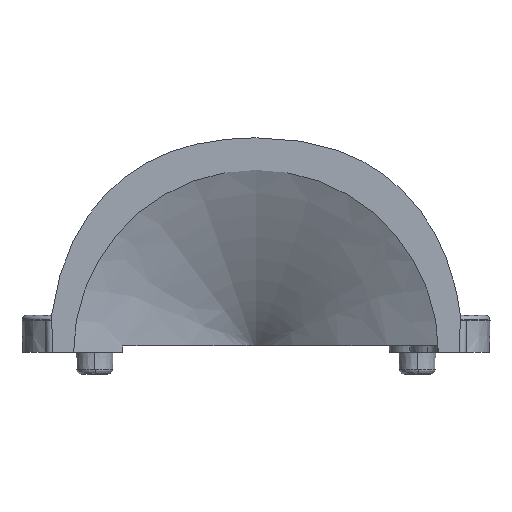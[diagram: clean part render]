
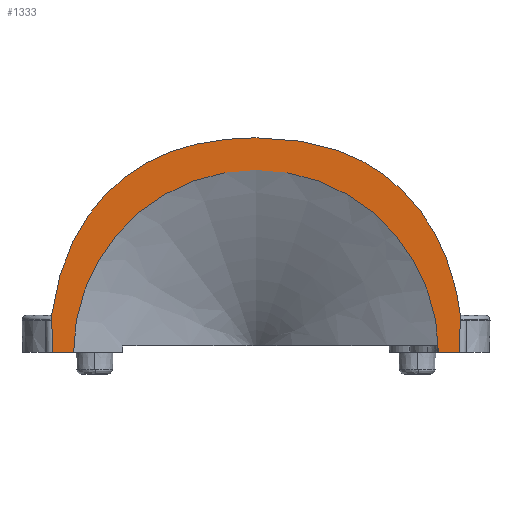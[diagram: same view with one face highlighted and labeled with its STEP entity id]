
A CAD part, left-side view. The second image highlights one B-rep face of the part: STEP entity #1333.
In plain terms, the highlighted planar face has unit normal (-1, 0, 0).
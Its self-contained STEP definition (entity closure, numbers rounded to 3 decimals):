
#439 = LINE ( 'NONE', #3612, #2412 ) ;
#697 = CARTESIAN_POINT ( 'NONE',  ( -11.2, 0., -0.8 ) ) ;
#712 = LINE ( 'NONE', #697, #5027 ) ;
#774 = EDGE_CURVE ( 'NONE', #4408, #3427, #1936, .T. ) ;
#828 = CIRCLE ( 'NONE', #3195, 11.305 ) ;
#839 = FACE_OUTER_BOUND ( 'NONE', #965, .T. ) ;
#843 = CARTESIAN_POINT ( 'NONE',  ( -11.2, 0., -0.8 ) ) ;
#844 = PLANE ( 'NONE',  #4893 ) ;
#851 = DIRECTION ( 'NONE',  ( 0., 0., -1. ) ) ;
#858 = DIRECTION ( 'NONE',  ( 1., 0., 0. ) ) ;
#916 = CARTESIAN_POINT ( 'NONE',  ( -11.2, -12.656, 1.519 ) ) ;
#917 = CARTESIAN_POINT ( 'NONE',  ( -11.2, -12.655, 1.526 ) ) ;
#926 = LINE ( 'NONE', #932, #4831 ) ;
#932 = CARTESIAN_POINT ( 'NONE',  ( -11.2, 12.615, -0.8 ) ) ;
#937 = DIRECTION ( 'NONE',  ( 0., 0.017, 1. ) ) ;
#965 = EDGE_LOOP ( 'NONE', ( #4020, #1030, #3377, #3434, #3780, #3806, #3510 ) ) ;
#1030 = ORIENTED_EDGE ( 'NONE', *, *, #2071, .F. ) ;
#1164 = DIRECTION ( 'NONE',  ( 0., -1., 0. ) ) ;
#1203 = VERTEX_POINT ( 'NONE', #4694 ) ;
#1333 = ADVANCED_FACE ( 'NONE', ( #839 ), #844, .F. ) ;
#1444 = EDGE_CURVE ( 'NONE', #3066, #1203, #926, .T. ) ;
#1584 = EDGE_CURVE ( 'NONE', #3066, #3023, #712, .T. ) ;
#1841 = DIRECTION ( 'NONE',  ( 0., 1., 0. ) ) ;
#1936 = B_SPLINE_CURVE_WITH_KNOTS ( 'NONE', 3,
 ( #3360, #3356, #3355, #3353, #3342, #3340, #3335, #3333, #3327, #3326, #3325, #3319, #3312, #3308, #3305, #3301, #917, #4004, #916 ),
 .UNSPECIFIED., .F., .F.,
 ( 4, 1, 1, 1, 1, 1, 1, 1, 1, 1, 1, 1, 1, 3, 4 ),
 ( 0., 0.003, 0.005, 0.006, 0.006, 0.008, 0.009, 0.011, 0.012, 0.013, 0.015, 0.016, 0.018, 0.018, 0.018 ),
 .UNSPECIFIED. ) ;
#2071 = EDGE_CURVE ( 'NONE', #4162, #3404, #439, .T. ) ;
#2218 = CARTESIAN_POINT ( 'NONE',  ( -11.2, 12.615, -0.8 ) ) ;
#2412 = VECTOR ( 'NONE', #1841, 1000. ) ;
#2430 = B_SPLINE_CURVE_WITH_KNOTS ( 'NONE', 3,
 ( #3957, #3956, #3949, #3943, #3937, #3929, #3566, #2669, #2668, #2666, #2658, #2648, #2644, #2643, #2638, #2637, #2636, #2618, #2609 ),
 .UNSPECIFIED., .F., .F.,
 ( 4, 3, 1, 1, 1, 1, 1, 1, 1, 1, 1, 1, 1, 1, 4 ),
 ( 0., 0., 0.001, 0.002, 0.004, 0.005, 0.007, 0.008, 0.01, 0.011, 0.012, 0.013, 0.014, 0.016, 0.019 ),
 .UNSPECIFIED. ) ;
#2609 = CARTESIAN_POINT ( 'NONE',  ( -11.2, 0., 12.5 ) ) ;
#2618 = CARTESIAN_POINT ( 'NONE',  ( -11.2, 1.006, 12.5 ) ) ;
#2636 = CARTESIAN_POINT ( 'NONE',  ( -11.2, 2.592, 12.381 ) ) ;
#2637 = CARTESIAN_POINT ( 'NONE',  ( -11.2, 4.42, 11.945 ) ) ;
#2638 = CARTESIAN_POINT ( 'NONE',  ( -11.2, 5.491, 11.574 ) ) ;
#2643 = CARTESIAN_POINT ( 'NONE',  ( -11.2, 6.433, 11.161 ) ) ;
#2644 = CARTESIAN_POINT ( 'NONE',  ( -11.2, 7.496, 10.551 ) ) ;
#2648 = CARTESIAN_POINT ( 'NONE',  ( -11.2, 8.608, 9.705 ) ) ;
#2658 = CARTESIAN_POINT ( 'NONE',  ( -11.2, 9.657, 8.67 ) ) ;
#2666 = CARTESIAN_POINT ( 'NONE',  ( -11.2, 10.543, 7.527 ) ) ;
#2668 = CARTESIAN_POINT ( 'NONE',  ( -11.2, 11.274, 6.275 ) ) ;
#2669 = CARTESIAN_POINT ( 'NONE',  ( -11.2, 11.846, 4.971 ) ) ;
#2710 = CARTESIAN_POINT ( 'NONE',  ( -11.2, 0., 12.5 ) ) ;
#3004 = EDGE_CURVE ( 'NONE', #1203, #4408, #2430, .T. ) ;
#3023 = VERTEX_POINT ( 'NONE', #3524 ) ;
#3066 = VERTEX_POINT ( 'NONE', #2218 ) ;
#3195 = AXIS2_PLACEMENT_3D ( 'NONE', #5024, #5022, #5021 ) ;
#3301 = CARTESIAN_POINT ( 'NONE',  ( -11.2, -12.654, 1.529 ) ) ;
#3305 = CARTESIAN_POINT ( 'NONE',  ( -11.2, -12.634, 1.69 ) ) ;
#3308 = CARTESIAN_POINT ( 'NONE',  ( -11.2, -12.537, 2.374 ) ) ;
#3312 = CARTESIAN_POINT ( 'NONE',  ( -11.2, -12.298, 3.533 ) ) ;
#3319 = CARTESIAN_POINT ( 'NONE',  ( -11.2, -11.846, 4.971 ) ) ;
#3325 = CARTESIAN_POINT ( 'NONE',  ( -11.2, -11.274, 6.275 ) ) ;
#3326 = CARTESIAN_POINT ( 'NONE',  ( -11.2, -10.543, 7.527 ) ) ;
#3327 = CARTESIAN_POINT ( 'NONE',  ( -11.2, -9.657, 8.67 ) ) ;
#3333 = CARTESIAN_POINT ( 'NONE',  ( -11.2, -8.608, 9.705 ) ) ;
#3335 = CARTESIAN_POINT ( 'NONE',  ( -11.2, -7.496, 10.551 ) ) ;
#3340 = CARTESIAN_POINT ( 'NONE',  ( -11.2, -6.433, 11.161 ) ) ;
#3342 = CARTESIAN_POINT ( 'NONE',  ( -11.2, -5.491, 11.574 ) ) ;
#3353 = CARTESIAN_POINT ( 'NONE',  ( -11.2, -4.42, 11.945 ) ) ;
#3355 = CARTESIAN_POINT ( 'NONE',  ( -11.2, -2.592, 12.381 ) ) ;
#3356 = CARTESIAN_POINT ( 'NONE',  ( -11.2, -1.006, 12.5 ) ) ;
#3360 = CARTESIAN_POINT ( 'NONE',  ( -11.2, 0., 12.5 ) ) ;
#3377 = ORIENTED_EDGE ( 'NONE', *, *, #4248, .F. ) ;
#3404 = VERTEX_POINT ( 'NONE', #5268 ) ;
#3427 = VERTEX_POINT ( 'NONE', #5241 ) ;
#3434 = ORIENTED_EDGE ( 'NONE', *, *, #774, .F. ) ;
#3510 = ORIENTED_EDGE ( 'NONE', *, *, #1584, .T. ) ;
#3524 = CARTESIAN_POINT ( 'NONE',  ( -11.2, 11.305, -0.8 ) ) ;
#3566 = CARTESIAN_POINT ( 'NONE',  ( -11.2, 12.298, 3.533 ) ) ;
#3612 = CARTESIAN_POINT ( 'NONE',  ( -11.2, 0., -0.8 ) ) ;
#3780 = ORIENTED_EDGE ( 'NONE', *, *, #3004, .F. ) ;
#3806 = ORIENTED_EDGE ( 'NONE', *, *, #1444, .F. ) ;
#3929 = CARTESIAN_POINT ( 'NONE',  ( -11.2, 12.537, 2.374 ) ) ;
#3937 = CARTESIAN_POINT ( 'NONE',  ( -11.2, 12.634, 1.69 ) ) ;
#3943 = CARTESIAN_POINT ( 'NONE',  ( -11.2, 12.654, 1.529 ) ) ;
#3949 = CARTESIAN_POINT ( 'NONE',  ( -11.2, 12.655, 1.526 ) ) ;
#3956 = CARTESIAN_POINT ( 'NONE',  ( -11.2, 12.655, 1.522 ) ) ;
#3957 = CARTESIAN_POINT ( 'NONE',  ( -11.2, 12.656, 1.519 ) ) ;
#3996 = EDGE_CURVE ( 'NONE', #3404, #3023, #828, .T. ) ;
#4004 = CARTESIAN_POINT ( 'NONE',  ( -11.2, -12.655, 1.522 ) ) ;
#4020 = ORIENTED_EDGE ( 'NONE', *, *, #3996, .F. ) ;
#4046 = DIRECTION ( 'NONE',  ( 0., 0.017, -1. ) ) ;
#4047 = CARTESIAN_POINT ( 'NONE',  ( -11.2, -12.65, 1.2 ) ) ;
#4065 = LINE ( 'NONE', #4047, #4438 ) ;
#4162 = VERTEX_POINT ( 'NONE', #4504 ) ;
#4248 = EDGE_CURVE ( 'NONE', #3427, #4162, #4065, .T. ) ;
#4408 = VERTEX_POINT ( 'NONE', #2710 ) ;
#4438 = VECTOR ( 'NONE', #4046, 1000. ) ;
#4504 = CARTESIAN_POINT ( 'NONE',  ( -11.2, -12.615, -0.8 ) ) ;
#4694 = CARTESIAN_POINT ( 'NONE',  ( -11.2, 12.656, 1.519 ) ) ;
#4831 = VECTOR ( 'NONE', #937, 1000. ) ;
#4893 = AXIS2_PLACEMENT_3D ( 'NONE', #843, #858, #851 ) ;
#5021 = DIRECTION ( 'NONE',  ( 0., 0., 1. ) ) ;
#5022 = DIRECTION ( 'NONE',  ( -1., 0., 0. ) ) ;
#5024 = CARTESIAN_POINT ( 'NONE',  ( -11.2, 0., -0.8 ) ) ;
#5027 = VECTOR ( 'NONE', #1164, 1000. ) ;
#5241 = CARTESIAN_POINT ( 'NONE',  ( -11.2, -12.656, 1.519 ) ) ;
#5268 = CARTESIAN_POINT ( 'NONE',  ( -11.2, -11.305, -0.8 ) ) ;
